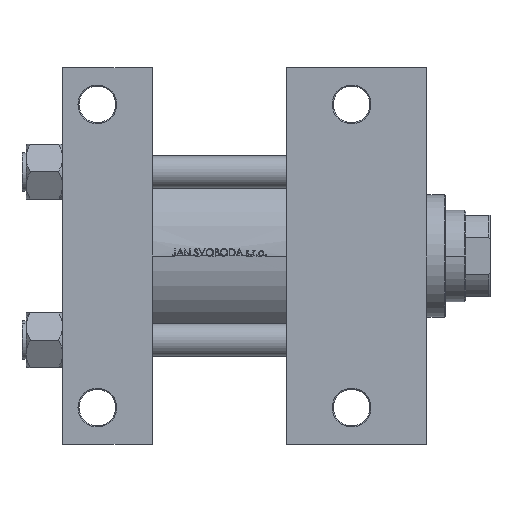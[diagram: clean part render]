
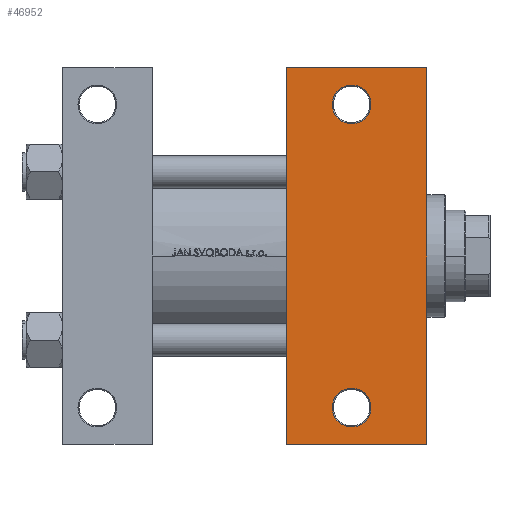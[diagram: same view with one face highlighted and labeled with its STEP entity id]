
A CAD part, front view. The second image highlights one B-rep face of the part: STEP entity #46952.
In plain terms, the highlighted face is planar.
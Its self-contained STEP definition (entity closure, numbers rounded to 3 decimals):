
#1229 = EDGE_CURVE ( 'NONE', #11886, #47092, #39933, .T. ) ;
#1296 = LINE ( 'NONE', #16965, #45013 ) ;
#1609 = CARTESIAN_POINT ( 'NONE',  ( 179., -92.5, -57.5 ) ) ;
#2756 = VECTOR ( 'NONE', #9419, 1000. ) ;
#3025 = CARTESIAN_POINT ( 'NONE',  ( 142., 74.5, -57.5 ) ) ;
#3521 = DIRECTION ( 'NONE',  ( 0., 0., 1. ) ) ;
#4251 = EDGE_CURVE ( 'NONE', #48545, #30384, #24823, .T. ) ;
#5490 = AXIS2_PLACEMENT_3D ( 'NONE', #44517, #36925, #48563 ) ;
#6059 = ORIENTED_EDGE ( 'NONE', *, *, #31199, .T. ) ;
#6569 = DIRECTION ( 'NONE',  ( 0., 1., 0. ) ) ;
#6849 = DIRECTION ( 'NONE',  ( 0., 1., 0. ) ) ;
#6855 = CARTESIAN_POINT ( 'NONE',  ( 110., 92.5, -57.5 ) ) ;
#8282 = DIRECTION ( 'NONE',  ( 0., 0., -1. ) ) ;
#8439 = EDGE_CURVE ( 'NONE', #32893, #30384, #22605, .T. ) ;
#8784 = FACE_BOUND ( 'NONE', #12480, .T. ) ;
#9034 = EDGE_CURVE ( 'NONE', #32893, #32171, #1296, .T. ) ;
#9419 = DIRECTION ( 'NONE',  ( 0., -1., 0. ) ) ;
#10151 = LINE ( 'NONE', #47836, #2756 ) ;
#11382 = AXIS2_PLACEMENT_3D ( 'NONE', #43386, #8282, #20675 ) ;
#11886 = VERTEX_POINT ( 'NONE', #39191 ) ;
#12480 = EDGE_LOOP ( 'NONE', ( #6059, #49806 ) ) ;
#12507 = AXIS2_PLACEMENT_3D ( 'NONE', #40702, #40467, #48305 ) ;
#12875 = AXIS2_PLACEMENT_3D ( 'NONE', #3025, #3521, #6569 ) ;
#13202 = EDGE_CURVE ( 'NONE', #45113, #19875, #38698, .T. ) ;
#16628 = FACE_BOUND ( 'NONE', #25201, .T. ) ;
#16883 = PLANE ( 'NONE',  #11382 ) ;
#16965 = CARTESIAN_POINT ( 'NONE',  ( 110., 92.5, -57.5 ) ) ;
#18099 = EDGE_CURVE ( 'NONE', #32171, #48545, #10151, .T. ) ;
#18321 = DIRECTION ( 'NONE',  ( 0., -1., 0. ) ) ;
#19875 = VERTEX_POINT ( 'NONE', #34410 ) ;
#20291 = CARTESIAN_POINT ( 'NONE',  ( 110., -92.5, -57.5 ) ) ;
#20432 = FACE_OUTER_BOUND ( 'NONE', #32652, .T. ) ;
#20675 = DIRECTION ( 'NONE',  ( 0., 1., 0. ) ) ;
#22196 = CARTESIAN_POINT ( 'NONE',  ( 151.5, 74.5, -57.5 ) ) ;
#22605 = LINE ( 'NONE', #37500, #35362 ) ;
#23399 = AXIS2_PLACEMENT_3D ( 'NONE', #45501, #45755, #6849 ) ;
#24823 = LINE ( 'NONE', #20291, #36805 ) ;
#25201 = EDGE_LOOP ( 'NONE', ( #28086, #44186 ) ) ;
#25855 = ORIENTED_EDGE ( 'NONE', *, *, #18099, .T. ) ;
#28086 = ORIENTED_EDGE ( 'NONE', *, *, #34121, .T. ) ;
#28207 = ORIENTED_EDGE ( 'NONE', *, *, #9034, .T. ) ;
#30384 = VERTEX_POINT ( 'NONE', #34817 ) ;
#31199 = EDGE_CURVE ( 'NONE', #47092, #11886, #44994, .T. ) ;
#31248 = ORIENTED_EDGE ( 'NONE', *, *, #4251, .T. ) ;
#32171 = VERTEX_POINT ( 'NONE', #37424 ) ;
#32652 = EDGE_LOOP ( 'NONE', ( #45461, #28207, #25855, #31248 ) ) ;
#32893 = VERTEX_POINT ( 'NONE', #6855 ) ;
#33816 = CIRCLE ( 'NONE', #12875, 9.5 ) ;
#34121 = EDGE_CURVE ( 'NONE', #19875, #45113, #33816, .T. ) ;
#34410 = CARTESIAN_POINT ( 'NONE',  ( 132.5, 74.5, -57.5 ) ) ;
#34817 = CARTESIAN_POINT ( 'NONE',  ( 110., -92.5, -57.5 ) ) ;
#35362 = VECTOR ( 'NONE', #18321, 1000. ) ;
#36805 = VECTOR ( 'NONE', #39450, 1000. ) ;
#36925 = DIRECTION ( 'NONE',  ( 0., 0., 1. ) ) ;
#37424 = CARTESIAN_POINT ( 'NONE',  ( 179., 92.5, -57.5 ) ) ;
#37500 = CARTESIAN_POINT ( 'NONE',  ( 110., 57.5, -57.5 ) ) ;
#38698 = CIRCLE ( 'NONE', #23399, 9.5 ) ;
#39191 = CARTESIAN_POINT ( 'NONE',  ( 151.5, -74.5, -57.5 ) ) ;
#39450 = DIRECTION ( 'NONE',  ( -1., 0., 0. ) ) ;
#39681 = DIRECTION ( 'NONE',  ( 1., 0., 0. ) ) ;
#39933 = CIRCLE ( 'NONE', #12507, 9.5 ) ;
#40467 = DIRECTION ( 'NONE',  ( 0., 0., 1. ) ) ;
#40702 = CARTESIAN_POINT ( 'NONE',  ( 142., -74.5, -57.5 ) ) ;
#43386 = CARTESIAN_POINT ( 'NONE',  ( 179., 57.5, -57.5 ) ) ;
#44186 = ORIENTED_EDGE ( 'NONE', *, *, #13202, .T. ) ;
#44517 = CARTESIAN_POINT ( 'NONE',  ( 142., -74.5, -57.5 ) ) ;
#44994 = CIRCLE ( 'NONE', #5490, 9.5 ) ;
#45013 = VECTOR ( 'NONE', #39681, 1000. ) ;
#45113 = VERTEX_POINT ( 'NONE', #22196 ) ;
#45461 = ORIENTED_EDGE ( 'NONE', *, *, #8439, .F. ) ;
#45501 = CARTESIAN_POINT ( 'NONE',  ( 142., 74.5, -57.5 ) ) ;
#45628 = CARTESIAN_POINT ( 'NONE',  ( 132.5, -74.5, -57.5 ) ) ;
#45755 = DIRECTION ( 'NONE',  ( 0., 0., 1. ) ) ;
#46952 = ADVANCED_FACE ( 'NONE', ( #16628, #8784, #20432 ), #16883, .T. ) ;
#47092 = VERTEX_POINT ( 'NONE', #45628 ) ;
#47836 = CARTESIAN_POINT ( 'NONE',  ( 179., 57.5, -57.5 ) ) ;
#48305 = DIRECTION ( 'NONE',  ( 0., 1., 0. ) ) ;
#48545 = VERTEX_POINT ( 'NONE', #1609 ) ;
#48563 = DIRECTION ( 'NONE',  ( 0., 1., 0. ) ) ;
#49806 = ORIENTED_EDGE ( 'NONE', *, *, #1229, .T. ) ;
